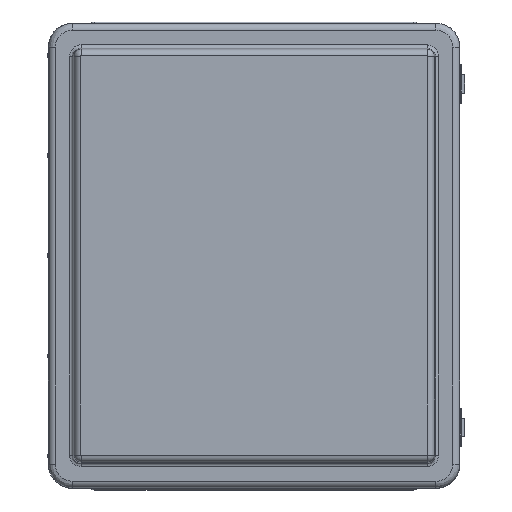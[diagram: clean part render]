
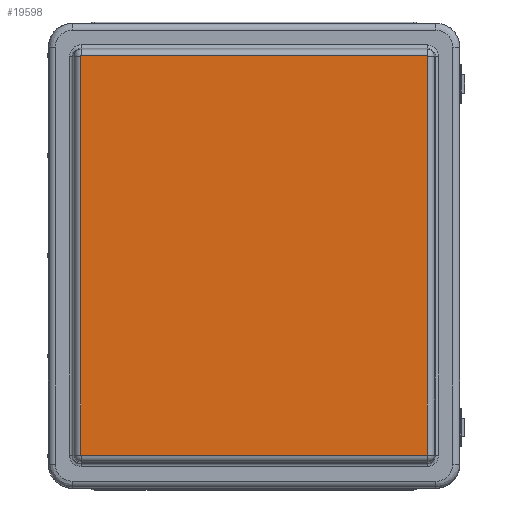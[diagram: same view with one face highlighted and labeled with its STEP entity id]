
A CAD part, top view. The second image highlights one B-rep face of the part: STEP entity #19598.
In plain terms, the highlighted planar face has unit normal (0, 0, 1).
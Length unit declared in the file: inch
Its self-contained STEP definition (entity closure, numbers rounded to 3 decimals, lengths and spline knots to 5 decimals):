
#406 = EDGE_CURVE ( 'NONE', #37636, #69198, #44339, .T. ) ;
#1554 = DIRECTION ( 'NONE',  ( 1., 0., 0. ) ) ;
#3294 = ORIENTED_EDGE ( 'NONE', *, *, #44839, .T. ) ;
#3855 = DIRECTION ( 'NONE',  ( 1., 0., 0. ) ) ;
#8322 = VERTEX_POINT ( 'NONE', #74450 ) ;
#8901 = VECTOR ( 'NONE', #15664, 39.37008 ) ;
#8942 = VERTEX_POINT ( 'NONE', #22916 ) ;
#8947 = DIRECTION ( 'NONE',  ( 1., 0., 0. ) ) ;
#10757 = FACE_OUTER_BOUND ( 'NONE', #64452, .T. ) ;
#11516 = DIRECTION ( 'NONE',  ( 0., 0., 1. ) ) ;
#12818 = CARTESIAN_POINT ( 'NONE',  ( 6.48746, 0., 1.69742 ) ) ;
#13977 = CARTESIAN_POINT ( 'NONE',  ( 6.48746, 7.4725, 1.69742 ) ) ;
#14652 = LINE ( 'NONE', #26569, #74008 ) ;
#15664 = DIRECTION ( 'NONE',  ( -1., 0., 0. ) ) ;
#17017 = LINE ( 'NONE', #39015, #8901 ) ;
#18303 = LINE ( 'NONE', #37055, #46785 ) ;
#18351 = DIRECTION ( 'NONE',  ( 0., 0., 1. ) ) ;
#18642 = CARTESIAN_POINT ( 'NONE',  ( 6.47855, -7.4725, 1.69742 ) ) ;
#19598 = ADVANCED_FACE ( 'NONE', ( #10757 ), #55920, .T. ) ;
#22232 = CARTESIAN_POINT ( 'NONE',  ( 6.47855, 7.4725, 1.69742 ) ) ;
#22916 = CARTESIAN_POINT ( 'NONE',  ( 6.47855, -7.48142, 1.69742 ) ) ;
#23620 = VERTEX_POINT ( 'NONE', #63885 ) ;
#24307 = DIRECTION ( 'NONE',  ( 0., 1., 0. ) ) ;
#25480 = DIRECTION ( 'NONE',  ( 1., 0., 0. ) ) ;
#26039 = ORIENTED_EDGE ( 'NONE', *, *, #27046, .T. ) ;
#26528 = CARTESIAN_POINT ( 'NONE',  ( 6.48746, -7.4725, 1.69742 ) ) ;
#26569 = CARTESIAN_POINT ( 'NONE',  ( -6.49724, 0., 1.69742 ) ) ;
#27046 = EDGE_CURVE ( 'NONE', #69198, #29213, #40627, .T. ) ;
#27084 = DIRECTION ( 'NONE',  ( 0., 0., 1. ) ) ;
#29213 = VERTEX_POINT ( 'NONE', #44784 ) ;
#29430 = AXIS2_PLACEMENT_3D ( 'NONE', #38668, #27084, #3855 ) ;
#30510 = VECTOR ( 'NONE', #24307, 39.37008 ) ;
#31298 = CARTESIAN_POINT ( 'NONE',  ( -6.48832, 7.48142, 1.69742 ) ) ;
#31902 = DIRECTION ( 'NONE',  ( 0., 0., 1. ) ) ;
#33863 = EDGE_CURVE ( 'NONE', #8322, #23620, #14652, .T. ) ;
#35039 = DIRECTION ( 'NONE',  ( 1., 0., 0. ) ) ;
#37055 = CARTESIAN_POINT ( 'NONE',  ( -0.00489, -7.48142, 1.69742 ) ) ;
#37636 = VERTEX_POINT ( 'NONE', #26528 ) ;
#38668 = CARTESIAN_POINT ( 'NONE',  ( -6.48832, 7.4725, 1.69742 ) ) ;
#39015 = CARTESIAN_POINT ( 'NONE',  ( -0.00489, 7.48142, 1.69742 ) ) ;
#40627 = CIRCLE ( 'NONE', #59917, 0.00892 ) ;
#43268 = VERTEX_POINT ( 'NONE', #51394 ) ;
#44339 = LINE ( 'NONE', #12818, #30510 ) ;
#44784 = CARTESIAN_POINT ( 'NONE',  ( 6.47855, 7.48142, 1.69742 ) ) ;
#44839 = EDGE_CURVE ( 'NONE', #8942, #37636, #61942, .T. ) ;
#46510 = ORIENTED_EDGE ( 'NONE', *, *, #406, .T. ) ;
#46785 = VECTOR ( 'NONE', #25480, 39.37008 ) ;
#48259 = AXIS2_PLACEMENT_3D ( 'NONE', #18642, #59494, #1554 ) ;
#51394 = CARTESIAN_POINT ( 'NONE',  ( -6.48832, -7.48142, 1.69742 ) ) ;
#53165 = CARTESIAN_POINT ( 'NONE',  ( -6.48832, -7.4725, 1.69742 ) ) ;
#54373 = AXIS2_PLACEMENT_3D ( 'NONE', #66868, #31902, #8947 ) ;
#54632 = EDGE_CURVE ( 'NONE', #23620, #43268, #63282, .T. ) ;
#55849 = ORIENTED_EDGE ( 'NONE', *, *, #56914, .T. ) ;
#55920 = PLANE ( 'NONE',  #54373 ) ;
#56914 = EDGE_CURVE ( 'NONE', #29213, #65523, #17017, .T. ) ;
#58724 = DIRECTION ( 'NONE',  ( 1., 0., 0. ) ) ;
#59494 = DIRECTION ( 'NONE',  ( 0., 0., 1. ) ) ;
#59917 = AXIS2_PLACEMENT_3D ( 'NONE', #22232, #11516, #35039 ) ;
#61331 = ORIENTED_EDGE ( 'NONE', *, *, #54632, .T. ) ;
#61942 = CIRCLE ( 'NONE', #48259, 0.00892 ) ;
#62748 = ORIENTED_EDGE ( 'NONE', *, *, #72905, .T. ) ;
#63282 = CIRCLE ( 'NONE', #67272, 0.00892 ) ;
#63885 = CARTESIAN_POINT ( 'NONE',  ( -6.49724, -7.4725, 1.69742 ) ) ;
#64452 = EDGE_LOOP ( 'NONE', ( #61331, #74973, #3294, #46510, #26039, #55849, #62748, #73976 ) ) ;
#65523 = VERTEX_POINT ( 'NONE', #31298 ) ;
#66751 = CIRCLE ( 'NONE', #29430, 0.00892 ) ;
#66868 = CARTESIAN_POINT ( 'NONE',  ( -0.00489, 0., 1.69742 ) ) ;
#67272 = AXIS2_PLACEMENT_3D ( 'NONE', #53165, #18351, #58724 ) ;
#69198 = VERTEX_POINT ( 'NONE', #13977 ) ;
#69280 = EDGE_CURVE ( 'NONE', #43268, #8942, #18303, .T. ) ;
#72905 = EDGE_CURVE ( 'NONE', #65523, #8322, #66751, .T. ) ;
#73278 = DIRECTION ( 'NONE',  ( 0., -1., 0. ) ) ;
#73976 = ORIENTED_EDGE ( 'NONE', *, *, #33863, .T. ) ;
#74008 = VECTOR ( 'NONE', #73278, 39.37008 ) ;
#74450 = CARTESIAN_POINT ( 'NONE',  ( -6.49724, 7.4725, 1.69742 ) ) ;
#74973 = ORIENTED_EDGE ( 'NONE', *, *, #69280, .T. ) ;
